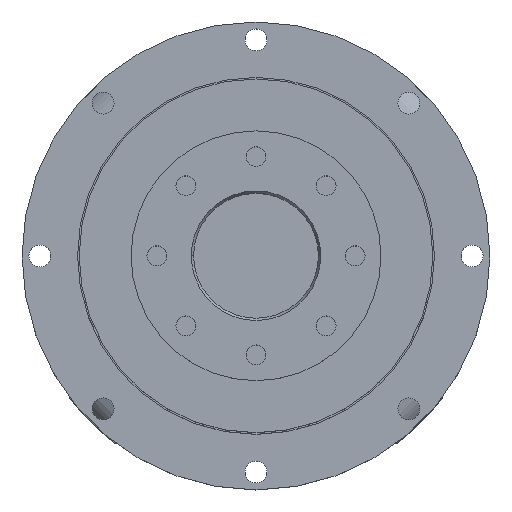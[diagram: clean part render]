
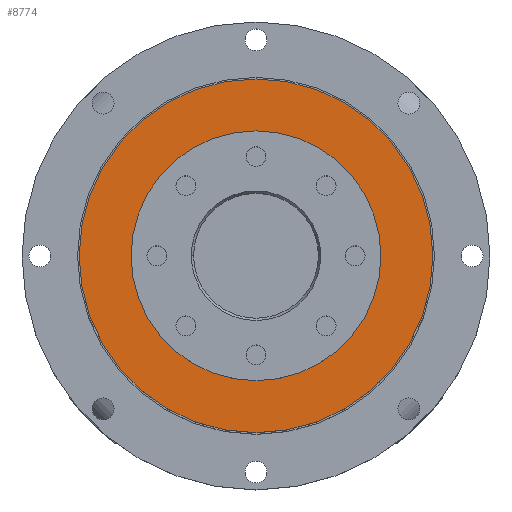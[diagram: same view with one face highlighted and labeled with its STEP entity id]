
A CAD part, top view. The second image highlights one B-rep face of the part: STEP entity #8774.
In plain terms, the highlighted planar face has unit normal (0, 0, 1).
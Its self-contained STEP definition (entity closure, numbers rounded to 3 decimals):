
#99 = DIRECTION ( 'NONE',  ( 0., 0., -1. ) ) ;
#408 = AXIS2_PLACEMENT_3D ( 'NONE', #2311, #8129, #3149 ) ;
#777 = DIRECTION ( 'NONE',  ( 1., 0., 0. ) ) ;
#821 = CARTESIAN_POINT ( 'NONE',  ( 31.5, 0., -6. ) ) ;
#1309 = CIRCLE ( 'NONE', #7086, 44.6 ) ;
#1667 = AXIS2_PLACEMENT_3D ( 'NONE', #10807, #5721, #777 ) ;
#1800 = EDGE_LOOP ( 'NONE', ( #2119, #10286 ) ) ;
#2119 = ORIENTED_EDGE ( 'NONE', *, *, #5868, .T. ) ;
#2311 = CARTESIAN_POINT ( 'NONE',  ( 0., 0., -6. ) ) ;
#2527 = VERTEX_POINT ( 'NONE', #3525 ) ;
#2611 = CIRCLE ( 'NONE', #7482, 31.5 ) ;
#3149 = DIRECTION ( 'NONE',  ( 1., 0., 0. ) ) ;
#3397 = PLANE ( 'NONE',  #7736 ) ;
#3525 = CARTESIAN_POINT ( 'NONE',  ( 44.6, 0., -6. ) ) ;
#3583 = DIRECTION ( 'NONE',  ( 0., 0., 1. ) ) ;
#4130 = DIRECTION ( 'NONE',  ( 0., 0., 1. ) ) ;
#4211 = VERTEX_POINT ( 'NONE', #10794 ) ;
#5056 = CARTESIAN_POINT ( 'NONE',  ( 0., 44.6, -6. ) ) ;
#5308 = EDGE_LOOP ( 'NONE', ( #7001, #10753 ) ) ;
#5436 = EDGE_CURVE ( 'NONE', #9981, #4211, #2611, .T. ) ;
#5698 = EDGE_CURVE ( 'NONE', #4211, #9981, #9555, .T. ) ;
#5721 = DIRECTION ( 'NONE',  ( 0., 0., 1. ) ) ;
#5829 = FACE_OUTER_BOUND ( 'NONE', #1800, .T. ) ;
#5868 = EDGE_CURVE ( 'NONE', #2527, #10014, #1309, .T. ) ;
#5890 = DIRECTION ( 'NONE',  ( -1., 0., 0. ) ) ;
#7001 = ORIENTED_EDGE ( 'NONE', *, *, #5436, .F. ) ;
#7086 = AXIS2_PLACEMENT_3D ( 'NONE', #9169, #4130, #10033 ) ;
#7482 = AXIS2_PLACEMENT_3D ( 'NONE', #8580, #3583, #9440 ) ;
#7523 = CARTESIAN_POINT ( 'NONE',  ( -44.6, 0., -6. ) ) ;
#7736 = AXIS2_PLACEMENT_3D ( 'NONE', #5056, #99, #5890 ) ;
#7821 = EDGE_CURVE ( 'NONE', #10014, #2527, #10220, .T. ) ;
#8129 = DIRECTION ( 'NONE',  ( 0., 0., 1. ) ) ;
#8580 = CARTESIAN_POINT ( 'NONE',  ( 0., 0., -6. ) ) ;
#8774 = ADVANCED_FACE ( 'NONE', ( #10363, #5829 ), #3397, .F. ) ;
#9169 = CARTESIAN_POINT ( 'NONE',  ( 0., 0., -6. ) ) ;
#9440 = DIRECTION ( 'NONE',  ( 1., 0., 0. ) ) ;
#9555 = CIRCLE ( 'NONE', #408, 31.5 ) ;
#9981 = VERTEX_POINT ( 'NONE', #821 ) ;
#10014 = VERTEX_POINT ( 'NONE', #7523 ) ;
#10033 = DIRECTION ( 'NONE',  ( 1., 0., 0. ) ) ;
#10220 = CIRCLE ( 'NONE', #1667, 44.6 ) ;
#10286 = ORIENTED_EDGE ( 'NONE', *, *, #7821, .T. ) ;
#10363 = FACE_BOUND ( 'NONE', #5308, .T. ) ;
#10753 = ORIENTED_EDGE ( 'NONE', *, *, #5698, .F. ) ;
#10794 = CARTESIAN_POINT ( 'NONE',  ( -31.5, 0., -6. ) ) ;
#10807 = CARTESIAN_POINT ( 'NONE',  ( 0., 0., -6. ) ) ;
